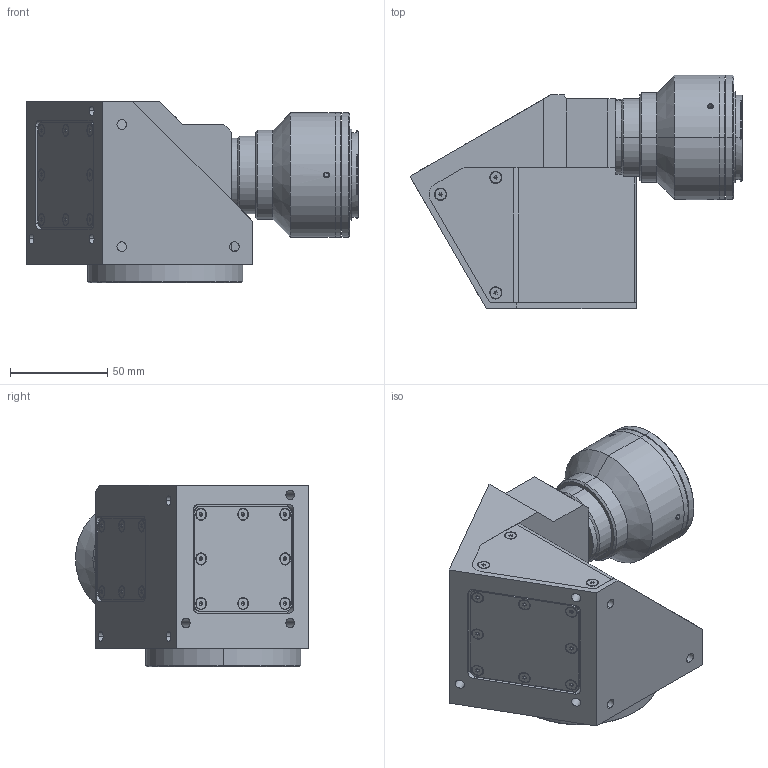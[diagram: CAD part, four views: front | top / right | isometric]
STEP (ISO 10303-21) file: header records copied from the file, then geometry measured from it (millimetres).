
FILE_DESCRIPTION (( 'STEP AP203' ), '1' );
FILE_NAME ('DP24025-C_TCCR4M056-F.step', '2022-02-18T09:48:16', ( '' ), ( '' ), 'SwSTEP 2.0', 'SolidWorks 2021', '' );
FILE_SCHEMA (( 'CONFIG_CONTROL_DESIGN' ));
Length unit declared in the file: millimetre
Products named in the file (1): DP24025-C_TCCR4M056-F
Bounding box: 171.05 x 120.17 x 93.6 mm (x, y, z)
Surface area: 87004.5 mm2 (no closed solid volume)
Topology: 0 solids, 43 shells, 450 faces, 1423 edges, 946 vertices
Faces by surface type: plane 221, cylinder 123, cone 104, sphere 2
Entity records: 15646 total; most frequent: CARTESIAN_POINT 3080, DIRECTION 2744, ORIENTED_EDGE 2197, EDGE_CURVE 1385, VERTEX_POINT 946, AXIS2_PLACEMENT_3D 932, LINE 880, VECTOR 880
